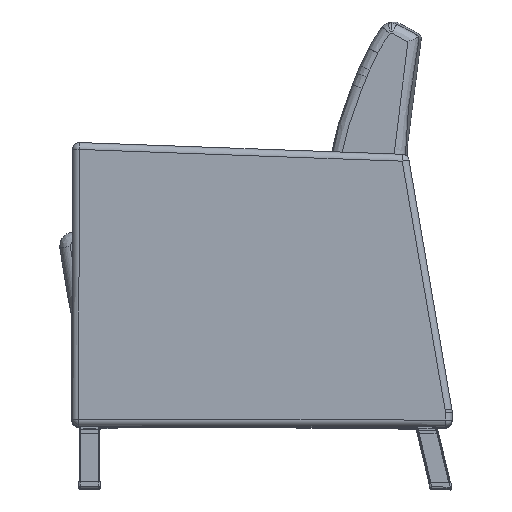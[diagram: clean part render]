
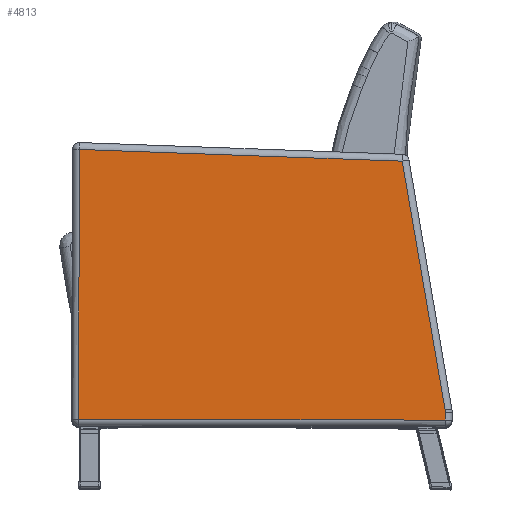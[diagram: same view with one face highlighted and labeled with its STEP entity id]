
A CAD part, top view. The second image highlights one B-rep face of the part: STEP entity #4813.
In plain terms, the highlighted face is planar.
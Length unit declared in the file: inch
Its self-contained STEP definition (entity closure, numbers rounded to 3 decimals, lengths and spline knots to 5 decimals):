
#212=PLANE('',#5343);
#383=LINE('',#10951,#698);
#386=LINE('',#10958,#701);
#392=LINE('',#11008,#707);
#393=LINE('',#11041,#708);
#398=LINE('',#11060,#713);
#698=VECTOR('',#5897,0.3937);
#701=VECTOR('',#5904,0.3937);
#707=VECTOR('',#5926,0.3937);
#708=VECTOR('',#5935,0.3937);
#713=VECTOR('',#5960,0.3937);
#1207=FACE_OUTER_BOUND('',#1516,.T.);
#1516=EDGE_LOOP('',(#3812,#3813,#3814,#3815,#3816,#3817));
#1766=CIRCLE('',#5321,2.76057);
#2201=VERTEX_POINT('',#10909);
#2207=VERTEX_POINT('',#10926);
#2214=VERTEX_POINT('',#10954);
#2224=VERTEX_POINT('',#11005);
#2225=VERTEX_POINT('',#11007);
#2227=VERTEX_POINT('',#11026);
#2758=EDGE_CURVE('',#2201,#2207,#383,.T.);
#2762=EDGE_CURVE('',#2207,#2214,#386,.T.);
#2774=EDGE_CURVE('',#2224,#2225,#392,.T.);
#2777=EDGE_CURVE('',#2225,#2227,#1766,.T.);
#2779=EDGE_CURVE('',#2227,#2201,#393,.T.);
#2790=EDGE_CURVE('',#2214,#2224,#398,.T.);
#3812=ORIENTED_EDGE('',*,*,#2774,.F.);
#3813=ORIENTED_EDGE('',*,*,#2790,.F.);
#3814=ORIENTED_EDGE('',*,*,#2762,.F.);
#3815=ORIENTED_EDGE('',*,*,#2758,.F.);
#3816=ORIENTED_EDGE('',*,*,#2779,.F.);
#3817=ORIENTED_EDGE('',*,*,#2777,.F.);
#4813=ADVANCED_FACE('',(#1207),#212,.F.);
#5321=AXIS2_PLACEMENT_3D('',#11027,#5931,#5932);
#5343=AXIS2_PLACEMENT_3D('',#11075,#5985,#5986);
#5897=DIRECTION('',(1.,0.,0.));
#5904=DIRECTION('',(0.,1.,0.));
#5926=DIRECTION('',(-0.171,-0.985,0.));
#5931=DIRECTION('center_axis',(0.,0.,1.));
#5932=DIRECTION('ref_axis',(-0.998,0.067,0.));
#5935=DIRECTION('',(0.,-1.,0.));
#5960=DIRECTION('',(-0.999,-0.034,0.));
#5985=DIRECTION('center_axis',(0.,0.,1.));
#5986=DIRECTION('ref_axis',(1.,0.,0.));
#10909=CARTESIAN_POINT('',(-12.80724,-9.46034,-1.5));
#10926=CARTESIAN_POINT('',(13.64695,-9.46034,-1.5));
#10951=CARTESIAN_POINT('',(-6.44369,-9.46034,-1.5));
#10954=CARTESIAN_POINT('',(13.64695,10.02647,-1.5));
#10958=CARTESIAN_POINT('',(13.64695,-4.83864,-1.5));
#11005=CARTESIAN_POINT('',(-9.67074,9.22367,-1.5));
#11007=CARTESIAN_POINT('',(-12.79597,-8.73029,-1.5));
#11008=CARTESIAN_POINT('',(-10.27762,5.73723,-1.5));
#11026=CARTESIAN_POINT('',(-12.80724,-8.90205,-1.5));
#11027=CARTESIAN_POINT('Origin',(-10.04831,-8.99696,-1.5));
#11041=CARTESIAN_POINT('',(-12.80724,-4.30537,-1.5));
#11060=CARTESIAN_POINT('',(6.8737,9.79327,-1.5));
#11075=CARTESIAN_POINT('Origin',(0.41985,0.28306,-1.5));
